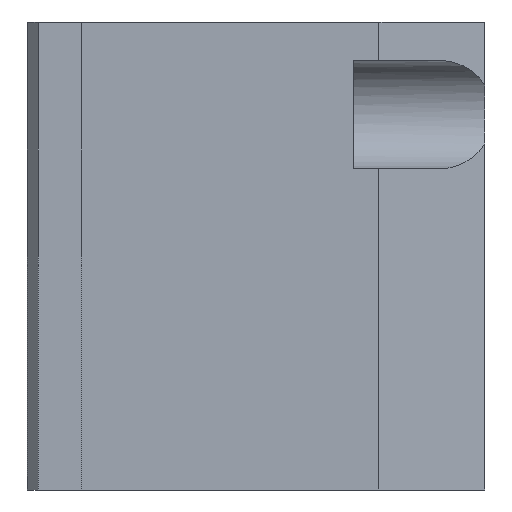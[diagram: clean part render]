
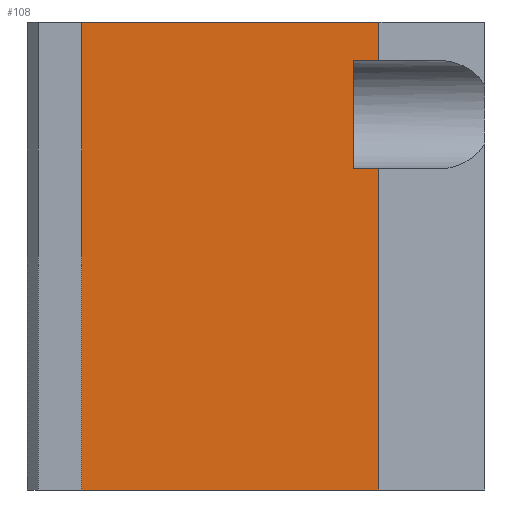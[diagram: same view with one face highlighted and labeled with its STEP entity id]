
A CAD part, left-side view. The second image highlights one B-rep face of the part: STEP entity #108.
In plain terms, the highlighted planar face has unit normal (-1, 0, 0).
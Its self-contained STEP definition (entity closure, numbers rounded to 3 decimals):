
#108 = ADVANCED_FACE( '', ( #246 ), #247, .F. );
#246 = FACE_OUTER_BOUND( '', #420, .T. );
#247 = PLANE( '', #421 );
#420 = EDGE_LOOP( '', ( #676, #677, #678, #679, #680, #681, #682, #683 ) );
#421 = AXIS2_PLACEMENT_3D( '', #684, #685, #686 );
#676 = ORIENTED_EDGE( '', *, *, #1032, .F. );
#677 = ORIENTED_EDGE( '', *, *, #1033, .F. );
#678 = ORIENTED_EDGE( '', *, *, #1034, .F. );
#679 = ORIENTED_EDGE( '', *, *, #1020, .T. );
#680 = ORIENTED_EDGE( '', *, *, #1007, .T. );
#681 = ORIENTED_EDGE( '', *, *, #1017, .F. );
#682 = ORIENTED_EDGE( '', *, *, #1035, .F. );
#683 = ORIENTED_EDGE( '', *, *, #1036, .T. );
#684 = CARTESIAN_POINT( '', ( -25.5, 37., 43. ) );
#685 = DIRECTION( '', ( 1., 0., 0. ) );
#686 = DIRECTION( '', ( 0., 0., -1. ) );
#1007 = EDGE_CURVE( '', #1214, #1212, #1215, .T. );
#1017 = EDGE_CURVE( '', #1230, #1212, #1232, .T. );
#1020 = EDGE_CURVE( '', #1235, #1214, #1236, .T. );
#1032 = EDGE_CURVE( '', #1253, #1254, #1255, .T. );
#1033 = EDGE_CURVE( '', #1256, #1253, #1257, .T. );
#1034 = EDGE_CURVE( '', #1235, #1256, #1258, .T. );
#1035 = EDGE_CURVE( '', #1259, #1230, #1260, .T. );
#1036 = EDGE_CURVE( '', #1259, #1254, #1261, .T. );
#1212 = VERTEX_POINT( '', #1541 );
#1214 = VERTEX_POINT( '', #1544 );
#1215 = LINE( '', #1545, #1546 );
#1230 = VERTEX_POINT( '', #1567 );
#1232 = LINE( '', #1570, #1571 );
#1235 = VERTEX_POINT( '', #1575 );
#1236 = LINE( '', #1576, #1577 );
#1253 = VERTEX_POINT( '', #1599 );
#1254 = VERTEX_POINT( '', #1600 );
#1255 = LINE( '', #1601, #1602 );
#1256 = VERTEX_POINT( '', #1603 );
#1257 = LINE( '', #1604, #1605 );
#1258 = LINE( '', #1606, #1607 );
#1259 = VERTEX_POINT( '', #1608 );
#1260 = LINE( '', #1609, #1610 );
#1261 = LINE( '', #1611, #1612 );
#1541 = CARTESIAN_POINT( '', ( -25.5, 9.7, 0. ) );
#1544 = CARTESIAN_POINT( '', ( -25.5, 37., 0. ) );
#1545 = CARTESIAN_POINT( '', ( -25.5, 37., 0. ) );
#1546 = VECTOR( '', #1816, 1000. );
#1567 = CARTESIAN_POINT( '', ( -25.5, 9.7, 29.5 ) );
#1570 = CARTESIAN_POINT( '', ( -25.5, 9.7, 43. ) );
#1571 = VECTOR( '', #1827, 1000. );
#1575 = CARTESIAN_POINT( '', ( -25.5, 37., 43. ) );
#1576 = CARTESIAN_POINT( '', ( -25.5, 37., 43. ) );
#1577 = VECTOR( '', #1829, 1000. );
#1599 = CARTESIAN_POINT( '', ( -25.5, 9.7, 39.5 ) );
#1600 = CARTESIAN_POINT( '', ( -25.5, 12., 39.5 ) );
#1601 = CARTESIAN_POINT( '', ( -25.5, 37., 39.5 ) );
#1602 = VECTOR( '', #1844, 1000. );
#1603 = CARTESIAN_POINT( '', ( -25.5, 9.7, 43. ) );
#1604 = CARTESIAN_POINT( '', ( -25.5, 9.7, 43. ) );
#1605 = VECTOR( '', #1845, 1000. );
#1606 = CARTESIAN_POINT( '', ( -25.5, 37., 43. ) );
#1607 = VECTOR( '', #1846, 1000. );
#1608 = CARTESIAN_POINT( '', ( -25.5, 12., 29.5 ) );
#1609 = CARTESIAN_POINT( '', ( -25.5, 37., 29.5 ) );
#1610 = VECTOR( '', #1847, 1000. );
#1611 = CARTESIAN_POINT( '', ( -25.5, 12., 43. ) );
#1612 = VECTOR( '', #1848, 1000. );
#1816 = DIRECTION( '', ( 0., -1., 0. ) );
#1827 = DIRECTION( '', ( 0., 0., -1. ) );
#1829 = DIRECTION( '', ( 0., 0., -1. ) );
#1844 = DIRECTION( '', ( 0., 1., 0. ) );
#1845 = DIRECTION( '', ( 0., 0., -1. ) );
#1846 = DIRECTION( '', ( 0., -1., 0. ) );
#1847 = DIRECTION( '', ( 0., -1., 0. ) );
#1848 = DIRECTION( '', ( 0., 0., 1. ) );
